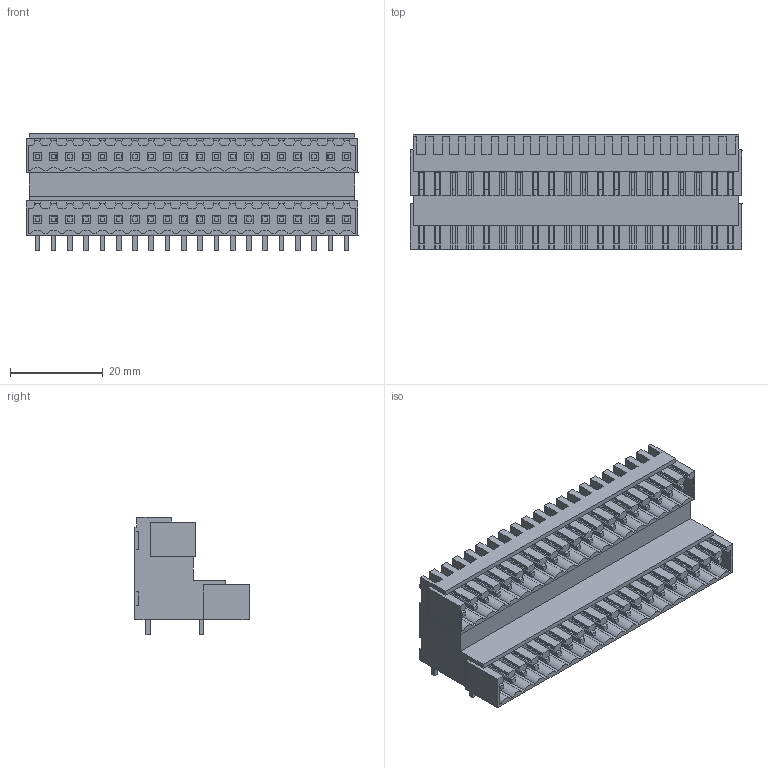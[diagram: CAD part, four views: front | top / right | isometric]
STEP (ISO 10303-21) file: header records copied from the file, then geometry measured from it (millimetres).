
FILE_DESCRIPTION(('CATIA V5 STEP Exchange','CAx-IF Rec.Pracs.--- Model Styling and Organization---1.4--- 2014-01-23'),'2;1');
FILE_NAME ('D1454182_2_1642330000_1642330000.stp','2022-07-29T05:55:12+00:00',('none'),('Weidmueller'),'CATIA Version 5-6 Release 2016 SP3 HF44','CATIA V5 STEP AP214','none');
FILE_SCHEMA(('AUTOMOTIVE_DESIGN { 1 0 10303 214 1 1 1 1 }'));
Products named in the file (1): 1642330000
Bounding box: 71.4 x 24.55 x 25.2 mm (x, y, z)
Volume: 16196.4 mm3; surface area: 20227.6 mm2
Topology: 41 solids, 41 shells, 2157 faces, 5870 edges, 3874 vertices
Faces by surface type: plane 1957, cylinder 200
Entity records: 60449 total; most frequent: ORIENTED_EDGE 11740, CARTESIAN_POINT 11211, DIRECTION 7470, EDGE_CURVE 5870, VECTOR 5470, LINE 5470, VERTEX_POINT 3874, EDGE_LOOP 2316
